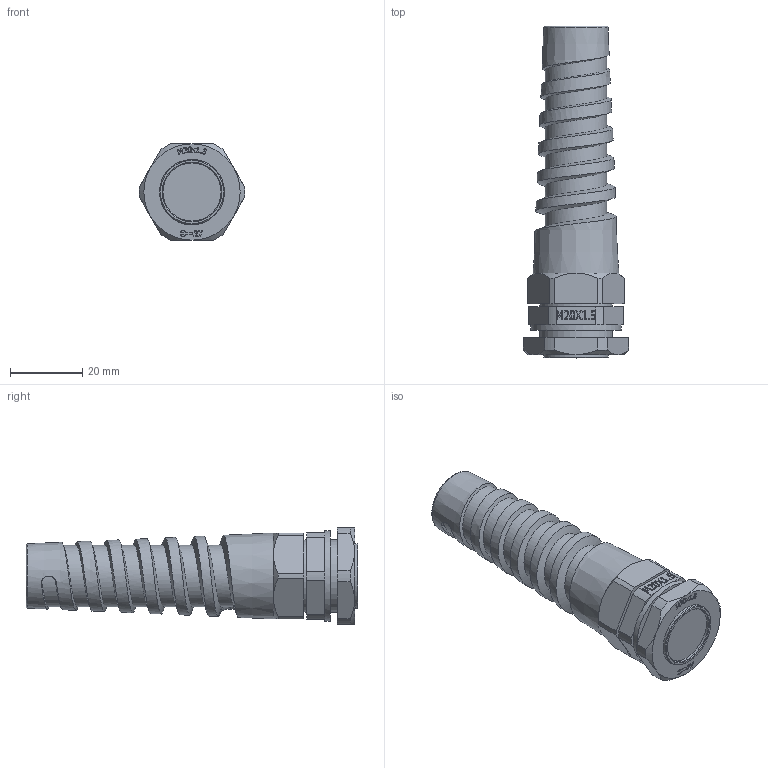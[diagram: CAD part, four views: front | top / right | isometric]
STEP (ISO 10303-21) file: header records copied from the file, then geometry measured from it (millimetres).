
FILE_DESCRIPTION(/* description */ (''),/* implementation_level */ '2;1');
FILE_NAME(/* name */ '',/* time_stamp */ '2025-06-26T11:53:56+07:00',/* author */ ('zeta-86'),/* organization */ (''),/* preprocessor_version */ 'ST-DEVELOPER v19.2',/* originating_system */ 'Autodesk Inventor 2024',/* authorisation */ '');
FILE_SCHEMA (('AUTOMOTIVE_DESIGN { 1 0 10303 214 3 1 1 }'));
Length unit declared in the file: millimetre
Products named in the file (1): ГОФРОМАТИК ВКС-
ПР-M20-12-L9
Bounding box: 29.18 x 92 x 26.7 mm (x, y, z)
Volume: 31542 mm3; surface area: 8795.5 mm2
Topology: 1 solids, 1 shells, 341 faces, 910 edges, 597 vertices
Faces by surface type: plane 185, bspline 98, cylinder 35, cone 21, torus 2
Full cylindrical faces by diameter (mm): 16.1 x1, 17 x5, 18 x1, 20 x2, 25 x1
Entity records: 17343 total; most frequent: CARTESIAN_POINT 9182, ORIENTED_EDGE 1820, DIRECTION 1237, EDGE_CURVE 910, VERTEX_POINT 597, LINE 561, VECTOR 561, EDGE_LOOP 367
